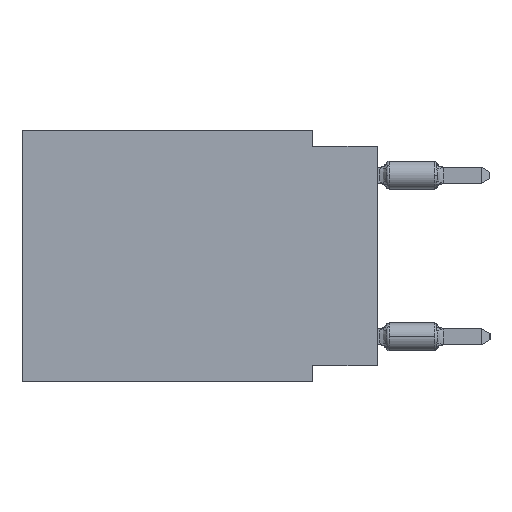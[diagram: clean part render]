
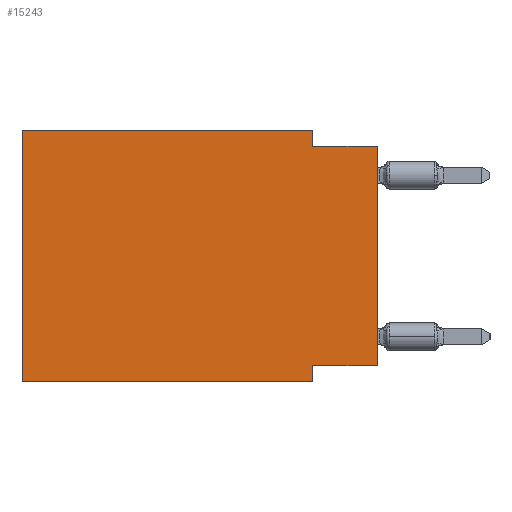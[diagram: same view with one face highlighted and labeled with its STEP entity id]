
A CAD part, left-side view. The second image highlights one B-rep face of the part: STEP entity #15243.
In plain terms, the highlighted planar face has unit normal (-1, 0, 0).
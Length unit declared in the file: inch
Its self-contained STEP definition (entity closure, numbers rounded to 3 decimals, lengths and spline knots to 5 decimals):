
#1079 = VERTEX_POINT ( 'NONE', #45749 ) ;
#2518 = CARTESIAN_POINT ( 'NONE',  ( 0., 0.1, 0. ) ) ;
#3678 = EDGE_LOOP ( 'NONE', ( #14256, #39605, #24062, #59793, #55364, #33498, #12337, #23244 ) ) ;
#4950 = CARTESIAN_POINT ( 'NONE',  ( 0., 0.1, -0.39 ) ) ;
#5639 = DIRECTION ( 'NONE',  ( 0., 0., -1. ) ) ;
#6128 = CARTESIAN_POINT ( 'NONE',  ( 0., 0.1, 0. ) ) ;
#6885 = CARTESIAN_POINT ( 'NONE',  ( 0., 0., -0.025 ) ) ;
#8926 = AXIS2_PLACEMENT_3D ( 'NONE', #46573, #40972, #10228 ) ;
#9379 = VERTEX_POINT ( 'NONE', #4950 ) ;
#10228 = DIRECTION ( 'NONE',  ( 0., 0., -1. ) ) ;
#12337 = ORIENTED_EDGE ( 'NONE', *, *, #30657, .F. ) ;
#13510 = VECTOR ( 'NONE', #20608, 39.37008 ) ;
#14256 = ORIENTED_EDGE ( 'NONE', *, *, #51812, .T. ) ;
#14624 = VERTEX_POINT ( 'NONE', #6885 ) ;
#14724 = LINE ( 'NONE', #36010, #34564 ) ;
#15243 = ADVANCED_FACE ( 'NONE', ( #51810 ), #47257, .F. ) ;
#16854 = VECTOR ( 'NONE', #32665, 39.37008 ) ;
#17303 = LINE ( 'NONE', #6128, #63742 ) ;
#17648 = CARTESIAN_POINT ( 'NONE',  ( 0., 0., 0. ) ) ;
#18272 = VERTEX_POINT ( 'NONE', #37073 ) ;
#20183 = VECTOR ( 'NONE', #53832, 39.37008 ) ;
#20608 = DIRECTION ( 'NONE',  ( 0., -1., 0. ) ) ;
#23244 = ORIENTED_EDGE ( 'NONE', *, *, #44758, .F. ) ;
#24062 = ORIENTED_EDGE ( 'NONE', *, *, #51896, .F. ) ;
#24407 = CARTESIAN_POINT ( 'NONE',  ( 0., 0.55, 0. ) ) ;
#27203 = VECTOR ( 'NONE', #49737, 39.37008 ) ;
#28319 = CARTESIAN_POINT ( 'NONE',  ( 0., 0.55, 0. ) ) ;
#30657 = EDGE_CURVE ( 'NONE', #45058, #9379, #14724, .T. ) ;
#32193 = CARTESIAN_POINT ( 'NONE',  ( 0., 0.1, -0.365 ) ) ;
#32525 = CARTESIAN_POINT ( 'NONE',  ( 0., 0.55, -0.39 ) ) ;
#32665 = DIRECTION ( 'NONE',  ( 0., 0., 1. ) ) ;
#33009 = DIRECTION ( 'NONE',  ( 0., 0., -1. ) ) ;
#33200 = DIRECTION ( 'NONE',  ( 0., 0., 1. ) ) ;
#33368 = EDGE_CURVE ( 'NONE', #35210, #14624, #63878, .T. ) ;
#33498 = ORIENTED_EDGE ( 'NONE', *, *, #39916, .T. ) ;
#34564 = VECTOR ( 'NONE', #5639, 39.37008 ) ;
#35210 = VERTEX_POINT ( 'NONE', #37686 ) ;
#36010 = CARTESIAN_POINT ( 'NONE',  ( 0., 0.1, -0.39 ) ) ;
#37073 = CARTESIAN_POINT ( 'NONE',  ( 0., 0.55, 0. ) ) ;
#37686 = CARTESIAN_POINT ( 'NONE',  ( 0., 0.1, -0.025 ) ) ;
#38442 = LINE ( 'NONE', #28319, #50216 ) ;
#38883 = LINE ( 'NONE', #53927, #27203 ) ;
#39605 = ORIENTED_EDGE ( 'NONE', *, *, #33368, .F. ) ;
#39916 = EDGE_CURVE ( 'NONE', #1079, #9379, #59061, .T. ) ;
#40471 = DIRECTION ( 'NONE',  ( 0., -1., 0. ) ) ;
#40972 = DIRECTION ( 'NONE',  ( 1., 0., 0. ) ) ;
#44758 = EDGE_CURVE ( 'NONE', #54706, #45058, #38883, .T. ) ;
#45058 = VERTEX_POINT ( 'NONE', #32193 ) ;
#45749 = CARTESIAN_POINT ( 'NONE',  ( 0., 0.55, -0.39 ) ) ;
#45812 = EDGE_CURVE ( 'NONE', #18272, #58410, #67008, .T. ) ;
#46573 = CARTESIAN_POINT ( 'NONE',  ( 0., 0.55, 0. ) ) ;
#47257 = PLANE ( 'NONE',  #8926 ) ;
#49090 = LINE ( 'NONE', #17648, #16854 ) ;
#49737 = DIRECTION ( 'NONE',  ( 0., 1., 0. ) ) ;
#50216 = VECTOR ( 'NONE', #33200, 39.37008 ) ;
#51810 = FACE_OUTER_BOUND ( 'NONE', #3678, .T. ) ;
#51812 = EDGE_CURVE ( 'NONE', #54706, #14624, #49090, .T. ) ;
#51896 = EDGE_CURVE ( 'NONE', #58410, #35210, #17303, .T. ) ;
#53832 = DIRECTION ( 'NONE',  ( 0., -1., 0. ) ) ;
#53927 = CARTESIAN_POINT ( 'NONE',  ( 0., 0., -0.365 ) ) ;
#54706 = VERTEX_POINT ( 'NONE', #65446 ) ;
#55364 = ORIENTED_EDGE ( 'NONE', *, *, #67276, .F. ) ;
#58410 = VERTEX_POINT ( 'NONE', #2518 ) ;
#59061 = LINE ( 'NONE', #32525, #20183 ) ;
#59793 = ORIENTED_EDGE ( 'NONE', *, *, #45812, .F. ) ;
#63742 = VECTOR ( 'NONE', #33009, 39.37008 ) ;
#63878 = LINE ( 'NONE', #68437, #13510 ) ;
#65446 = CARTESIAN_POINT ( 'NONE',  ( 0., 0., -0.365 ) ) ;
#66316 = VECTOR ( 'NONE', #40471, 39.37008 ) ;
#67008 = LINE ( 'NONE', #24407, #66316 ) ;
#67276 = EDGE_CURVE ( 'NONE', #1079, #18272, #38442, .T. ) ;
#68437 = CARTESIAN_POINT ( 'NONE',  ( 0., 0., -0.025 ) ) ;
